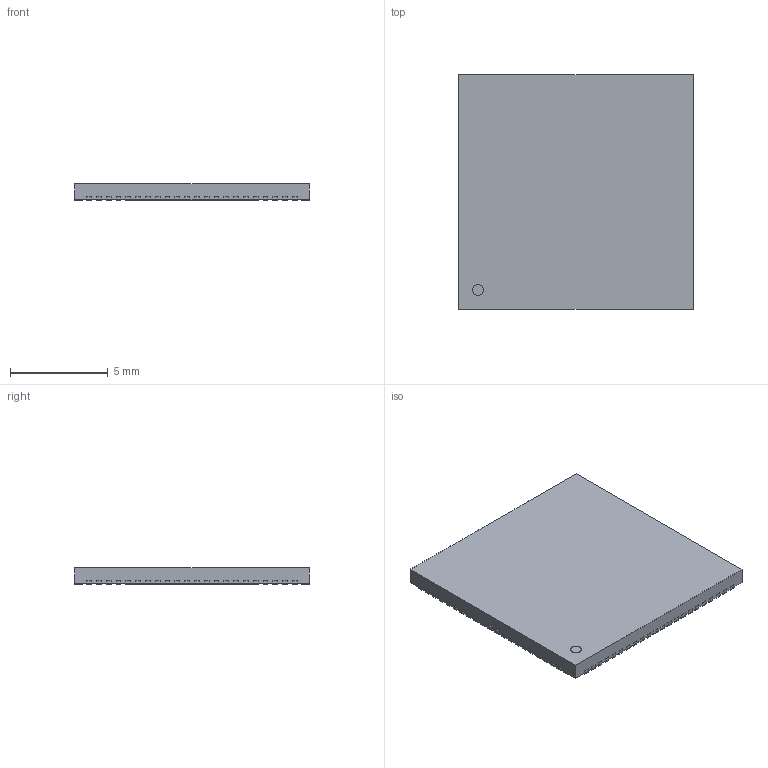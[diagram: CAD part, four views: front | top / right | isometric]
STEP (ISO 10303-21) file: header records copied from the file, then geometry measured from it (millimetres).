
FILE_DESCRIPTION (( 'STEP AP214' ), '1' );
FILE_NAME ('84DD802A-B442-47CD-AF49-636A3E58BB95.STEP', '2023-11-24T14:20:31', ( '' ), ( '' ), 'SwSTEP 2.0', 'SolidWorks 2022', '' );
FILE_SCHEMA (( 'AUTOMOTIVE_DESIGN' ));
Length unit declared in the file: millimetre
Products named in the file (1): 84DD802A-B442-47CD-AF49-636A3E58BB95
Bounding box: 12 x 12 x 0.85 mm (x, y, z)
Volume: 123.5 mm3; surface area: 448.4 mm2
Topology: 90 solids, 90 shells, 720 faces, 1793 edges, 1254 vertices
Faces by surface type: plane 542, cylinder 178
Entity records: 22475 total; most frequent: CARTESIAN_POINT 3768, DIRECTION 3679, ORIENTED_EDGE 3586, EDGE_CURVE 1793, VECTOR 1349, LINE 1349, VERTEX_POINT 1254, AXIS2_PLACEMENT_3D 1165
